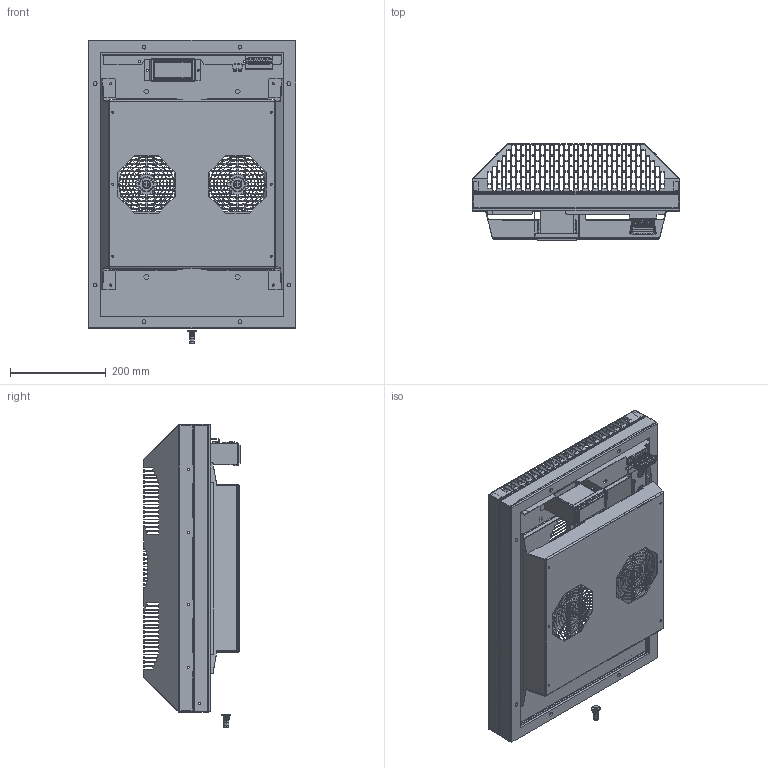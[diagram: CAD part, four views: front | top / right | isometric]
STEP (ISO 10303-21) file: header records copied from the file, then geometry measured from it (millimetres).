
FILE_DESCRIPTION((''),'2;1');
FILE_NAME('TG6405305-COMPLETE_ASM_ASM','2018-10-01T',('danielc'),(''),'CREO PARAMETRIC BY PTC INC, 2017480','CREO PARAMETRIC BY PTC INC, 2017480','');
FILE_SCHEMA(('CONFIG_CONTROL_DESIGN'));
Products named in the file (21): FINGER_GUARD_119X119_AXIAL_FAN_; TG3250_FOR_TG6250_ASM_1_ASM_1_A_ASM; TG6805-CTRL-BRKT_1_1_1; CAREL_IR33PLUS_SEIFERT_1_1_1__3; CAREL_IR33_PLUS_SEIFERT_ASM_1_4_ASM; TG6505-CNCTR-BRKT_1_1_1; 072106080019_1_1_1_1_2_3; TG6505-CNCTR-BRKT_ASM_1_ASM_1_A_ASM; TG6505-COVER_1_1_1; TG6505-COVER_ASM_1_ASM_1_ASM_1_ASM; WATERTRAY_DRAIN_FITTING_1_1_1_2; SPS_WIRECVR_BKTV2_1_1_1; SPS_WIRECVR_BKTV2_MNF_ASM_1_ASM_ASM; SPS-WIRECVR_1_1_1; TG6405-1PC-HOUSING_1_1_1; TG6405-1PC-HOUSING-MNF_ASM_1_AS_ASM; TG6405-1PC-HOUSING_ASM_1_ASM_1__ASM; TG6505-COMPLETE_ASM_1_ASM_1_ASM_ASM; TG6405-MOUNTINGTEMPLATE; 072101080037; TG6405305-COMPLETE_ASM_ASM
Assembly tree (22 placements, depth 5):
  TG6405305-COMPLETE_ASM_ASM
    TG6505-COMPLETE_ASM_1_ASM_1_ASM_ASM
      TG3250_FOR_TG6250_ASM_1_ASM_1_A_ASM  x2
        FINGER_GUARD_119X119_AXIAL_FAN_
      TG6805-CTRL-BRKT_1_1_1
      CAREL_IR33_PLUS_SEIFERT_ASM_1_4_ASM
        CAREL_IR33PLUS_SEIFERT_1_1_1__3
      TG6505-CNCTR-BRKT_ASM_1_ASM_1_A_ASM
        TG6505-CNCTR-BRKT_1_1_1
        072106080019_1_1_1_1_2_3
      TG6505-COVER_ASM_1_ASM_1_ASM_1_ASM
        TG6505-COVER_1_1_1
      WATERTRAY_DRAIN_FITTING_1_1_1_2
      SPS_WIRECVR_BKTV2_MNF_ASM_1_ASM_ASM  x2
        SPS_WIRECVR_BKTV2_1_1_1
      SPS-WIRECVR_1_1_1
      TG6405-1PC-HOUSING_ASM_1_ASM_1__ASM
        TG6405-1PC-HOUSING-MNF_ASM_1_AS_ASM
          TG6405-1PC-HOUSING_1_1_1
    TG6405-MOUNTINGTEMPLATE
    072101080037
Bounding box: 432 x 201.8 x 632 mm (x, y, z)
Volume: 1477877.5 mm3; surface area: 1820836.8 mm2
Topology: 14 solids, 15 shells, 5554 faces, 15425 edges, 9503 vertices
Faces by surface type: plane 4278, cylinder 975, torus 168, cone 78, bspline 38, sphere 16, extrusion 1
Entity records: 174377 total; most frequent: CARTESIAN_POINT 34949, ORIENTED_EDGE 29676, DIRECTION 27494, EDGE_CURVE 14838, VECTOR 12482, LINE 12481, VERTEX_POINT 9161, AXIS2_PLACEMENT_3D 7506
